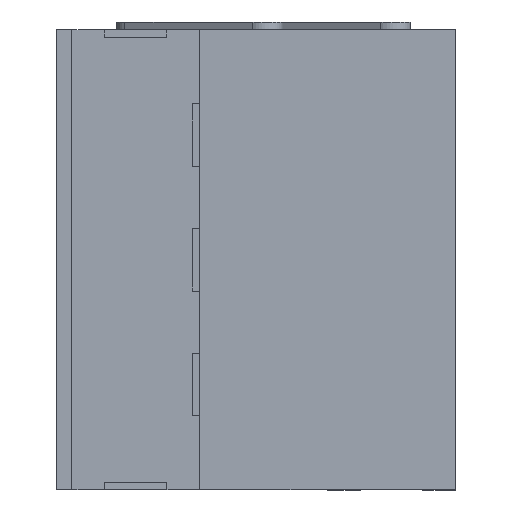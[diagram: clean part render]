
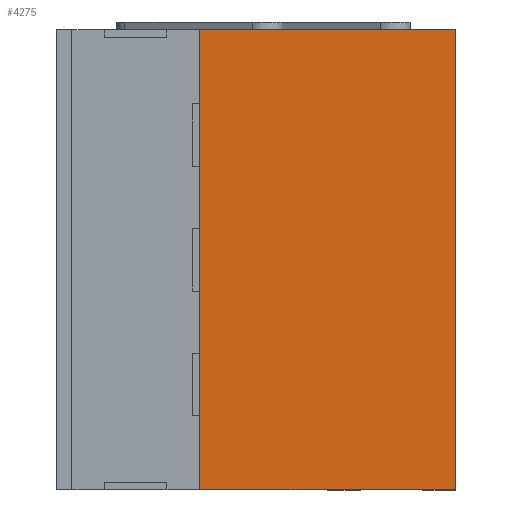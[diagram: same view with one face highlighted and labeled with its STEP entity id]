
A CAD part, left-side view. The second image highlights one B-rep face of the part: STEP entity #4275.
In plain terms, the highlighted face is planar.
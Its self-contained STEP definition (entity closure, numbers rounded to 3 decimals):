
#108 = CARTESIAN_POINT ( 'NONE',  ( 180., 100., 3. ) ) ;
#257 = DIRECTION ( 'NONE',  ( -1., 0., 0. ) ) ;
#495 = VERTEX_POINT ( 'NONE', #6288 ) ;
#886 = ORIENTED_EDGE ( 'NONE', *, *, #1162, .T. ) ;
#952 = CARTESIAN_POINT ( 'NONE',  ( 0., 0., 3. ) ) ;
#1162 = EDGE_CURVE ( 'NONE', #2265, #8478, #2357, .T. ) ;
#1465 = EDGE_LOOP ( 'NONE', ( #4242, #7569, #886, #7296 ) ) ;
#1519 = AXIS2_PLACEMENT_3D ( 'NONE', #5052, #7244, #3709 ) ;
#1696 = EDGE_CURVE ( 'NONE', #495, #3767, #2807, .T. ) ;
#2161 = CARTESIAN_POINT ( 'NONE',  ( 0., 0., 3. ) ) ;
#2265 = VERTEX_POINT ( 'NONE', #6470 ) ;
#2357 = LINE ( 'NONE', #8879, #8872 ) ;
#2653 = VECTOR ( 'NONE', #5042, 1000. ) ;
#2807 = LINE ( 'NONE', #8163, #6118 ) ;
#3709 = DIRECTION ( 'NONE',  ( -1., 0., 0. ) ) ;
#3767 = VERTEX_POINT ( 'NONE', #952 ) ;
#4242 = ORIENTED_EDGE ( 'NONE', *, *, #1696, .T. ) ;
#4275 = ADVANCED_FACE ( 'NONE', ( #5960 ), #7842, .F. ) ;
#5037 = EDGE_CURVE ( 'NONE', #8478, #495, #8920, .T. ) ;
#5042 = DIRECTION ( 'NONE',  ( 1., 0., 0. ) ) ;
#5052 = CARTESIAN_POINT ( 'NONE',  ( 0., 0., 3. ) ) ;
#5960 = FACE_OUTER_BOUND ( 'NONE', #1465, .T. ) ;
#6118 = VECTOR ( 'NONE', #8880, 1000. ) ;
#6288 = CARTESIAN_POINT ( 'NONE',  ( 0., 100., 3. ) ) ;
#6470 = CARTESIAN_POINT ( 'NONE',  ( 180., 0., 3. ) ) ;
#7163 = VECTOR ( 'NONE', #257, 1000. ) ;
#7244 = DIRECTION ( 'NONE',  ( 0., 0., -1. ) ) ;
#7296 = ORIENTED_EDGE ( 'NONE', *, *, #5037, .T. ) ;
#7569 = ORIENTED_EDGE ( 'NONE', *, *, #8494, .T. ) ;
#7842 = PLANE ( 'NONE',  #1519 ) ;
#8163 = CARTESIAN_POINT ( 'NONE',  ( 0., 0., 3. ) ) ;
#8230 = DIRECTION ( 'NONE',  ( 0., 1., 0. ) ) ;
#8478 = VERTEX_POINT ( 'NONE', #108 ) ;
#8494 = EDGE_CURVE ( 'NONE', #3767, #2265, #8931, .T. ) ;
#8659 = CARTESIAN_POINT ( 'NONE',  ( 0., 100., 3. ) ) ;
#8872 = VECTOR ( 'NONE', #8230, 1000. ) ;
#8879 = CARTESIAN_POINT ( 'NONE',  ( 180., 0., 3. ) ) ;
#8880 = DIRECTION ( 'NONE',  ( 0., -1., 0. ) ) ;
#8920 = LINE ( 'NONE', #8659, #7163 ) ;
#8931 = LINE ( 'NONE', #2161, #2653 ) ;
